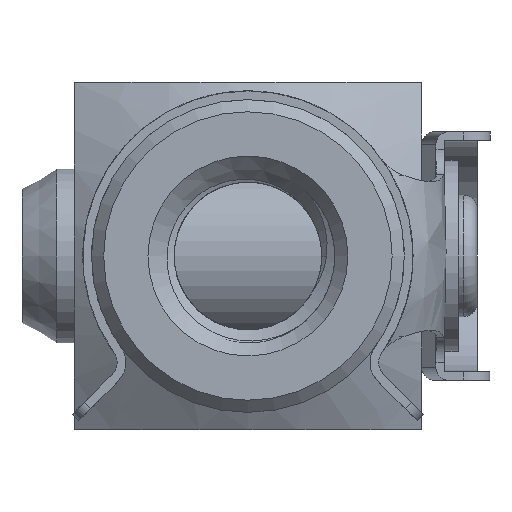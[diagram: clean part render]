
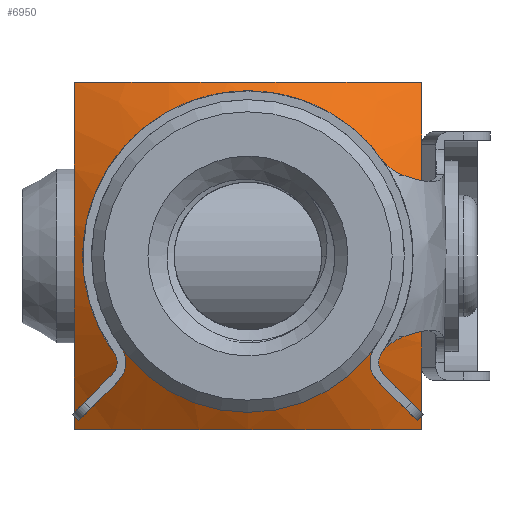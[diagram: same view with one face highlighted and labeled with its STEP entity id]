
A CAD part, left-side view. The second image highlights one B-rep face of the part: STEP entity #6950.
In plain terms, the highlighted conical face has half-angle 60 degrees and reference radius 19 mm.
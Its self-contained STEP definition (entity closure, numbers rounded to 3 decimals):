
#19=(
BOUNDED_CURVE()
B_SPLINE_CURVE(2,(#22200,#22201,#22202),.UNSPECIFIED.,.F.,.F.)
B_SPLINE_CURVE_WITH_KNOTS((3,3),(0.,0.5),.UNSPECIFIED.)
CURVE()
GEOMETRIC_REPRESENTATION_ITEM()
RATIONAL_B_SPLINE_CURVE((3.299,3.982,3.982))
REPRESENTATION_ITEM('')
);
#20=(
BOUNDED_CURVE()
B_SPLINE_CURVE(2,(#22204,#22205,#22206),.UNSPECIFIED.,.F.,.F.)
B_SPLINE_CURVE_WITH_KNOTS((3,3),(0.,1.),.UNSPECIFIED.)
CURVE()
GEOMETRIC_REPRESENTATION_ITEM()
RATIONAL_B_SPLINE_CURVE((1.615,2.285,1.615))
REPRESENTATION_ITEM('')
);
#21=(
BOUNDED_CURVE()
B_SPLINE_CURVE(2,(#22208,#22209,#22210),.UNSPECIFIED.,.F.,.F.)
B_SPLINE_CURVE_WITH_KNOTS((3,3),(0.,1.),.UNSPECIFIED.)
CURVE()
GEOMETRIC_REPRESENTATION_ITEM()
RATIONAL_B_SPLINE_CURVE((3.299,4.665,3.299))
REPRESENTATION_ITEM('')
);
#22=(
BOUNDED_CURVE()
B_SPLINE_CURVE(2,(#22212,#22213,#22214),.UNSPECIFIED.,.F.,.F.)
B_SPLINE_CURVE_WITH_KNOTS((3,3),(0.,1.),.UNSPECIFIED.)
CURVE()
GEOMETRIC_REPRESENTATION_ITEM()
RATIONAL_B_SPLINE_CURVE((1.615,2.285,1.615))
REPRESENTATION_ITEM('')
);
#23=(
BOUNDED_CURVE()
B_SPLINE_CURVE(2,(#22215,#22216,#22217),.UNSPECIFIED.,.F.,.F.)
B_SPLINE_CURVE_WITH_KNOTS((3,3),(0.5,1.),.UNSPECIFIED.)
CURVE()
GEOMETRIC_REPRESENTATION_ITEM()
RATIONAL_B_SPLINE_CURVE((3.982,3.982,3.299))
REPRESENTATION_ITEM('')
);
#514=CONICAL_SURFACE('',#7420,19.,1.047);
#638=LINE('',#22219,#1277);
#1277=VECTOR('',#8027,19.);
#2169=FACE_OUTER_BOUND('',#2566,.T.);
#2566=EDGE_LOOP('',(#5168,#5169,#5170,#5171,#5172,#5173,#5174,#5175));
#2950=CIRCLE('',#7421,9.);
#3139=VERTEX_POINT('',#22198);
#3140=VERTEX_POINT('',#22199);
#3141=VERTEX_POINT('',#22203);
#3142=VERTEX_POINT('',#22207);
#3143=VERTEX_POINT('',#22211);
#3144=VERTEX_POINT('',#22218);
#3924=EDGE_CURVE('',#3139,#3140,#19,.T.);
#3925=EDGE_CURVE('',#3141,#3139,#20,.T.);
#3926=EDGE_CURVE('',#3142,#3141,#21,.T.);
#3927=EDGE_CURVE('',#3143,#3142,#22,.T.);
#3928=EDGE_CURVE('',#3140,#3143,#23,.T.);
#3929=EDGE_CURVE('',#3140,#3144,#638,.T.);
#3930=EDGE_CURVE('',#3144,#3144,#2950,.T.);
#5168=ORIENTED_EDGE('',*,*,#3924,.F.);
#5169=ORIENTED_EDGE('',*,*,#3925,.F.);
#5170=ORIENTED_EDGE('',*,*,#3926,.F.);
#5171=ORIENTED_EDGE('',*,*,#3927,.F.);
#5172=ORIENTED_EDGE('',*,*,#3928,.F.);
#5173=ORIENTED_EDGE('',*,*,#3929,.T.);
#5174=ORIENTED_EDGE('',*,*,#3930,.T.);
#5175=ORIENTED_EDGE('',*,*,#3929,.F.);
#6950=ADVANCED_FACE('',(#2169),#514,.T.);
#7420=AXIS2_PLACEMENT_3D('',#22197,#8025,#8026);
#7421=AXIS2_PLACEMENT_3D('',#22220,#8028,#8029);
#8025=DIRECTION('center_axis',(-1.,0.,0.));
#8026=DIRECTION('ref_axis',(0.,-1.,0.));
#8027=DIRECTION('',(0.5,-0.866,0.));
#8028=DIRECTION('center_axis',(-1.,0.,0.));
#8029=DIRECTION('ref_axis',(0.,-1.,0.));
#22197=CARTESIAN_POINT('Origin',(19.226,0.,0.));
#22198=CARTESIAN_POINT('',(22.031,10.,10.));
#22199=CARTESIAN_POINT('',(24.423,10.,0.));
#22200=CARTESIAN_POINT('Ctrl Pts',(22.031,10.,10.));
#22201=CARTESIAN_POINT('Ctrl Pts',(24.423,10.,4.142));
#22202=CARTESIAN_POINT('Ctrl Pts',(24.423,10.,0.));
#22203=CARTESIAN_POINT('',(22.031,-10.,10.));
#22204=CARTESIAN_POINT('Ctrl Pts',(22.031,-10.,10.));
#22205=CARTESIAN_POINT('Ctrl Pts',(26.114,0.,
10.));
#22206=CARTESIAN_POINT('Ctrl Pts',(22.031,10.,10.));
#22207=CARTESIAN_POINT('',(22.031,-10.,-10.));
#22208=CARTESIAN_POINT('Ctrl Pts',(22.031,-10.,-10.));
#22209=CARTESIAN_POINT('Ctrl Pts',(26.114,-10.,0.));
#22210=CARTESIAN_POINT('Ctrl Pts',(22.031,-10.,10.));
#22211=CARTESIAN_POINT('',(22.031,10.,-10.));
#22212=CARTESIAN_POINT('Ctrl Pts',(22.031,10.,-10.));
#22213=CARTESIAN_POINT('Ctrl Pts',(26.114,0.,
-10.));
#22214=CARTESIAN_POINT('Ctrl Pts',(22.031,-10.,-10.));
#22215=CARTESIAN_POINT('Ctrl Pts',(24.423,10.,0.));
#22216=CARTESIAN_POINT('Ctrl Pts',(24.423,10.,-4.142));
#22217=CARTESIAN_POINT('Ctrl Pts',(22.031,10.,-10.));
#22218=CARTESIAN_POINT('',(25.,9.,0.));
#22219=CARTESIAN_POINT('',(19.226,19.,0.));
#22220=CARTESIAN_POINT('Origin',(25.,0.,0.));
